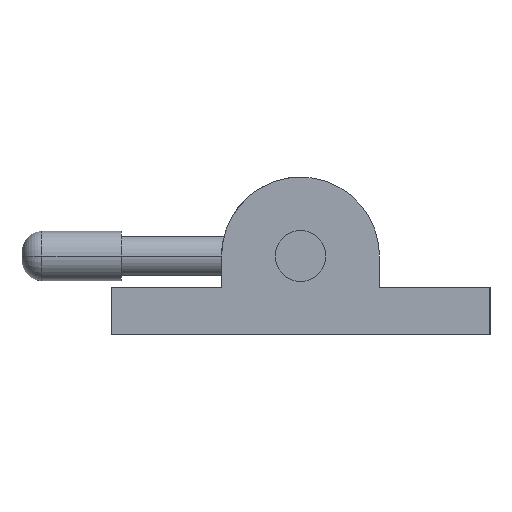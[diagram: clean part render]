
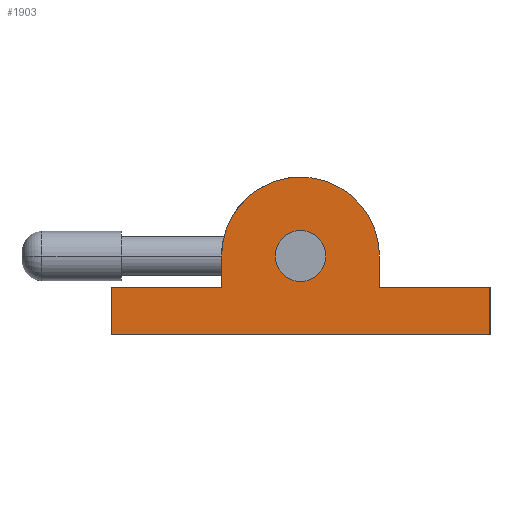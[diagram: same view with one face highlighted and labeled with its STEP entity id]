
A CAD part, left-side view. The second image highlights one B-rep face of the part: STEP entity #1903.
In plain terms, the highlighted planar face has unit normal (-1, 0, 0).
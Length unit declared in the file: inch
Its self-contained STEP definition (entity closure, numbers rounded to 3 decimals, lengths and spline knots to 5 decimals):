
#38 = AXIS2_PLACEMENT_3D ( 'NONE', #2568, #1415, #2191 ) ;
#112 = DIRECTION ( 'NONE',  ( 0., 0., -1. ) ) ;
#146 = VERTEX_POINT ( 'NONE', #222 ) ;
#173 = EDGE_CURVE ( 'NONE', #146, #2102, #2201, .T. ) ;
#195 = DIRECTION ( 'NONE',  ( 0., -1., 0. ) ) ;
#196 = VECTOR ( 'NONE', #112, 39.37008 ) ;
#211 = VERTEX_POINT ( 'NONE', #2255 ) ;
#217 = PLANE ( 'NONE',  #2136 ) ;
#222 = CARTESIAN_POINT ( 'NONE',  ( -1., -0.3125, 0.3125 ) ) ;
#240 = VERTEX_POINT ( 'NONE', #1664 ) ;
#262 = CARTESIAN_POINT ( 'NONE',  ( -1., 0.75, 0.187 ) ) ;
#286 = ORIENTED_EDGE ( 'NONE', *, *, #173, .F. ) ;
#344 = VECTOR ( 'NONE', #1093, 39.37008 ) ;
#388 = CARTESIAN_POINT ( 'NONE',  ( -1., 0.3125, 0.3125 ) ) ;
#521 = LINE ( 'NONE', #558, #2514 ) ;
#558 = CARTESIAN_POINT ( 'NONE',  ( -1., 0.3125, 0.187 ) ) ;
#574 = CARTESIAN_POINT ( 'NONE',  ( -1., 0., 0.3125 ) ) ;
#579 = CIRCLE ( 'NONE', #38, 0.1005 ) ;
#594 = ORIENTED_EDGE ( 'NONE', *, *, #2437, .T. ) ;
#632 = VECTOR ( 'NONE', #1076, 39.37008 ) ;
#642 = CARTESIAN_POINT ( 'NONE',  ( -1., 0., 0.3125 ) ) ;
#753 = VERTEX_POINT ( 'NONE', #2305 ) ;
#767 = ORIENTED_EDGE ( 'NONE', *, *, #1526, .F. ) ;
#838 = CARTESIAN_POINT ( 'NONE',  ( -1., -0.75, 0. ) ) ;
#879 = LINE ( 'NONE', #1318, #344 ) ;
#918 = AXIS2_PLACEMENT_3D ( 'NONE', #574, #1406, #1591 ) ;
#922 = EDGE_CURVE ( 'NONE', #1982, #1991, #879, .T. ) ;
#979 = ORIENTED_EDGE ( 'NONE', *, *, #1784, .T. ) ;
#1004 = CARTESIAN_POINT ( 'NONE',  ( -1., -0.75, 0.187 ) ) ;
#1023 = ORIENTED_EDGE ( 'NONE', *, *, #2535, .F. ) ;
#1051 = CARTESIAN_POINT ( 'NONE',  ( -1., 0., 0.212 ) ) ;
#1055 = LINE ( 'NONE', #262, #2056 ) ;
#1067 = CARTESIAN_POINT ( 'NONE',  ( -1., -0.3125, 0.3125 ) ) ;
#1076 = DIRECTION ( 'NONE',  ( 0., 0., -1. ) ) ;
#1093 = DIRECTION ( 'NONE',  ( 0., 1., 0. ) ) ;
#1182 = EDGE_CURVE ( 'NONE', #1221, #753, #521, .T. ) ;
#1221 = VERTEX_POINT ( 'NONE', #1295 ) ;
#1280 = LINE ( 'NONE', #1004, #1376 ) ;
#1295 = CARTESIAN_POINT ( 'NONE',  ( -1., 0.75, 0.187 ) ) ;
#1318 = CARTESIAN_POINT ( 'NONE',  ( -1., -0.75, 0. ) ) ;
#1324 = LINE ( 'NONE', #2130, #196 ) ;
#1335 = ORIENTED_EDGE ( 'NONE', *, *, #2419, .F. ) ;
#1339 = ORIENTED_EDGE ( 'NONE', *, *, #1345, .F. ) ;
#1345 = EDGE_CURVE ( 'NONE', #1991, #1221, #1055, .T. ) ;
#1368 = CARTESIAN_POINT ( 'NONE',  ( -1., 0.3125, 0.3125 ) ) ;
#1376 = VECTOR ( 'NONE', #195, 39.37008 ) ;
#1382 = EDGE_CURVE ( 'NONE', #211, #1982, #1324, .T. ) ;
#1406 = DIRECTION ( 'NONE',  ( 1., 0., 0. ) ) ;
#1415 = DIRECTION ( 'NONE',  ( 1., 0., 0. ) ) ;
#1434 = DIRECTION ( 'NONE',  ( 1., 0., 0. ) ) ;
#1447 = DIRECTION ( 'NONE',  ( 0., 0., -1. ) ) ;
#1494 = EDGE_LOOP ( 'NONE', ( #594, #979 ) ) ;
#1497 = CIRCLE ( 'NONE', #2133, 0.1005 ) ;
#1526 = EDGE_CURVE ( 'NONE', #1686, #146, #2207, .T. ) ;
#1591 = DIRECTION ( 'NONE',  ( 0., 0., -1. ) ) ;
#1633 = DIRECTION ( 'NONE',  ( 0., 0., -1. ) ) ;
#1643 = LINE ( 'NONE', #1368, #2411 ) ;
#1661 = ORIENTED_EDGE ( 'NONE', *, *, #1182, .F. ) ;
#1664 = CARTESIAN_POINT ( 'NONE',  ( -1., 0., 0.413 ) ) ;
#1686 = VERTEX_POINT ( 'NONE', #388 ) ;
#1758 = DIRECTION ( 'NONE',  ( 0., -1., 0. ) ) ;
#1784 = EDGE_CURVE ( 'NONE', #240, #1947, #1497, .T. ) ;
#1828 = FACE_BOUND ( 'NONE', #1494, .T. ) ;
#1903 = ADVANCED_FACE ( 'NONE', ( #1933, #1828 ), #217, .F. ) ;
#1933 = FACE_OUTER_BOUND ( 'NONE', #2053, .T. ) ;
#1947 = VERTEX_POINT ( 'NONE', #1051 ) ;
#1982 = VERTEX_POINT ( 'NONE', #838 ) ;
#1991 = VERTEX_POINT ( 'NONE', #2068 ) ;
#2053 = EDGE_LOOP ( 'NONE', ( #2150, #1023, #286, #767, #1335, #1661, #1339, #2238 ) ) ;
#2056 = VECTOR ( 'NONE', #2271, 39.37008 ) ;
#2061 = DIRECTION ( 'NONE',  ( 1., 0., 0. ) ) ;
#2068 = CARTESIAN_POINT ( 'NONE',  ( -1., 0.75, 0. ) ) ;
#2102 = VERTEX_POINT ( 'NONE', #2248 ) ;
#2130 = CARTESIAN_POINT ( 'NONE',  ( -1., -0.75, 0. ) ) ;
#2133 = AXIS2_PLACEMENT_3D ( 'NONE', #2234, #2061, #1447 ) ;
#2136 = AXIS2_PLACEMENT_3D ( 'NONE', #642, #1434, #1633 ) ;
#2150 = ORIENTED_EDGE ( 'NONE', *, *, #1382, .F. ) ;
#2191 = DIRECTION ( 'NONE',  ( 0., 0., -1. ) ) ;
#2201 = LINE ( 'NONE', #1067, #632 ) ;
#2207 = CIRCLE ( 'NONE', #918, 0.3125 ) ;
#2234 = CARTESIAN_POINT ( 'NONE',  ( -1., 0., 0.3125 ) ) ;
#2238 = ORIENTED_EDGE ( 'NONE', *, *, #922, .F. ) ;
#2248 = CARTESIAN_POINT ( 'NONE',  ( -1., -0.3125, 0.187 ) ) ;
#2255 = CARTESIAN_POINT ( 'NONE',  ( -1., -0.75, 0.187 ) ) ;
#2271 = DIRECTION ( 'NONE',  ( 0., 0., 1. ) ) ;
#2305 = CARTESIAN_POINT ( 'NONE',  ( -1., 0.3125, 0.187 ) ) ;
#2411 = VECTOR ( 'NONE', #2550, 39.37008 ) ;
#2419 = EDGE_CURVE ( 'NONE', #753, #1686, #1643, .T. ) ;
#2437 = EDGE_CURVE ( 'NONE', #1947, #240, #579, .T. ) ;
#2514 = VECTOR ( 'NONE', #1758, 39.37008 ) ;
#2535 = EDGE_CURVE ( 'NONE', #2102, #211, #1280, .T. ) ;
#2550 = DIRECTION ( 'NONE',  ( 0., 0., 1. ) ) ;
#2568 = CARTESIAN_POINT ( 'NONE',  ( -1., 0., 0.3125 ) ) ;
